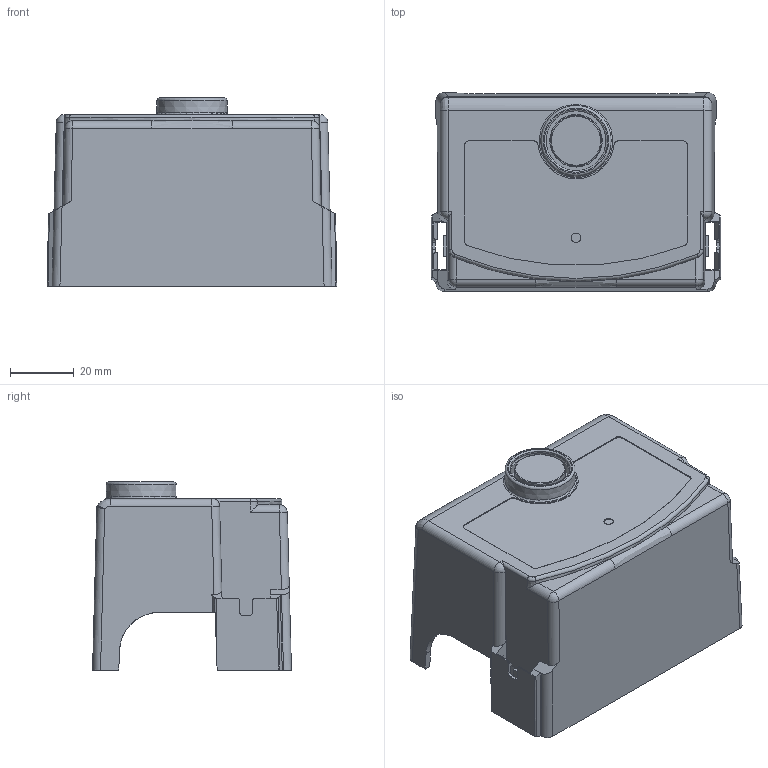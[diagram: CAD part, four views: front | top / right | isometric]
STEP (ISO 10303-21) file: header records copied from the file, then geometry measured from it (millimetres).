
FILE_DESCRIPTION(/* description */ (''),/* implementation_level */ '2;1');
FILE_NAME(/* name */ 'RAS_008834_00-LMO-Standard.stp',/* time_stamp */ '2011-04-13T12:00:42+02:00',/* author */ (''),/* organization */ (''),/* preprocessor_version */ 'ST-DEVELOPER v11',/* originating_system */ 'SIEMENS UGS NX 6.0',/* authorisation */ '');
FILE_SCHEMA (('AUTOMOTIVE_DESIGN { 1 0 10303 214 1 1 1 1 }'));
Length unit declared in the file: millimetre
Products named in the file (1): RAS-008834_00
Bounding box: 91 x 62.5 x 59.1 mm (x, y, z)
Volume: 178678.8 mm3; surface area: 31806.2 mm2
Topology: 1 solids, 3 shells, 622 faces, 1673 edges, 1071 vertices
Faces by surface type: plane 465, cylinder 107, cone 21, bspline 18, torus 7, sphere 4
Full cylindrical faces by diameter (mm): 1.5 x3, 3 x1, 15.9 x1, 16.5 x1, 18.8 x2
Entity records: 21403 total; most frequent: CARTESIAN_POINT 4059, ORIENTED_EDGE 3254, DIRECTION 3043, EDGE_CURVE 1627, LINE 1311, VECTOR 1311, VERTEX_POINT 1063, AXIS2_PLACEMENT_3D 866
